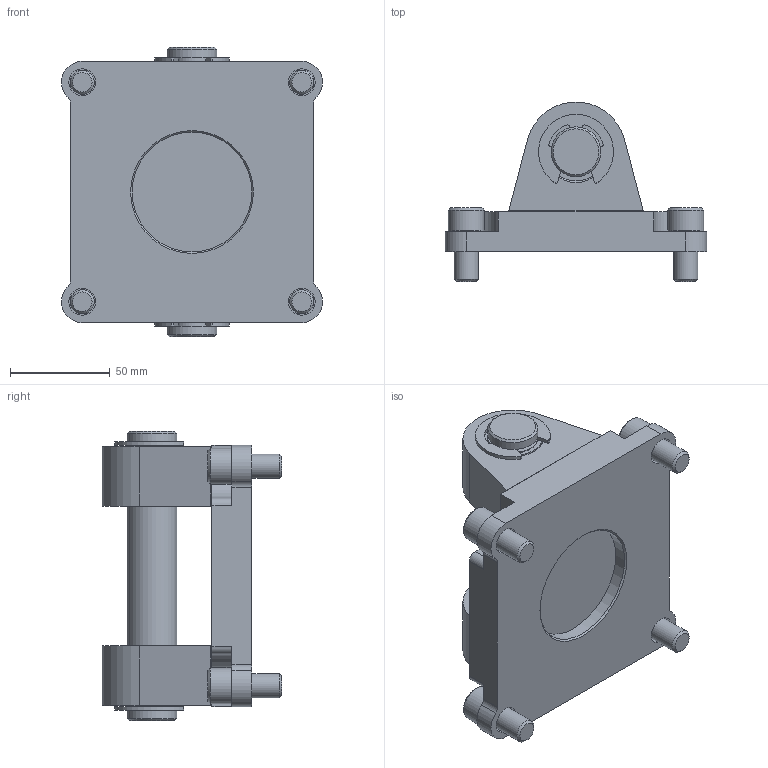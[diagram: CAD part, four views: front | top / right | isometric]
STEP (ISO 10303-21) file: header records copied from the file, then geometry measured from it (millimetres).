
FILE_DESCRIPTION(/* description */ ('STEP AP214'),/* implementation_level */ '2;1');
FILE_NAME(/* name */ '176950_SNCB-125-R3',/* time_stamp */ '2024-09-15T09:15:32+02:00',/* author */ ('License CC BY-ND 4.0'),/* organization */ ('CADENAS'),/* preprocessor_version */ 'ST-DEVELOPER v19.3',/* originating_system */ 'PARTsolutions',/* authorisation */ ' ');
FILE_SCHEMA (('AUTOMOTIVE_DESIGN {1 0 10303 214 3 1 1}'));
Length unit declared in the file: millimetre
Products named in the file (5): 176950 SNCB-125-R3---(0); 176950 SNCB-125-R3---(SF_00); DIN-912 - M12x25(F); 374765 BZ-25-131,0-AA (145); DIN-6799 19
Assembly tree (8 placements, depth 2):
  176950 SNCB-125-R3---(0)
    176950 SNCB-125-R3---(SF_00)
    DIN-912 - M12x25(F)  x4
    374765 BZ-25-131,0-AA (145)
    DIN-6799 19  x2
Bounding box: 130.99 x 89.9 x 145 mm (x, y, z)
Volume: 498742.8 mm3; surface area: 87570.7 mm2
Topology: 8 solids, 8 shells, 247 faces, 561 edges, 344 vertices
Faces by surface type: plane 111, cylinder 85, cone 49, torus 2
Full cylindrical faces by diameter (mm): 12 x4, 13.5 x4, 18 x4, 19 x2, 25 x5, 29 x2, 29.2 x2, 60 x1
Entity records: 4032 total; most frequent: CARTESIAN_POINT 721, DIRECTION 712, ORIENTED_EDGE 586, EDGE_CURVE 293, AXIS2_PLACEMENT_3D 287, VERTEX_POINT 204, FACE_BOUND 189, EDGE_LOOP 188
